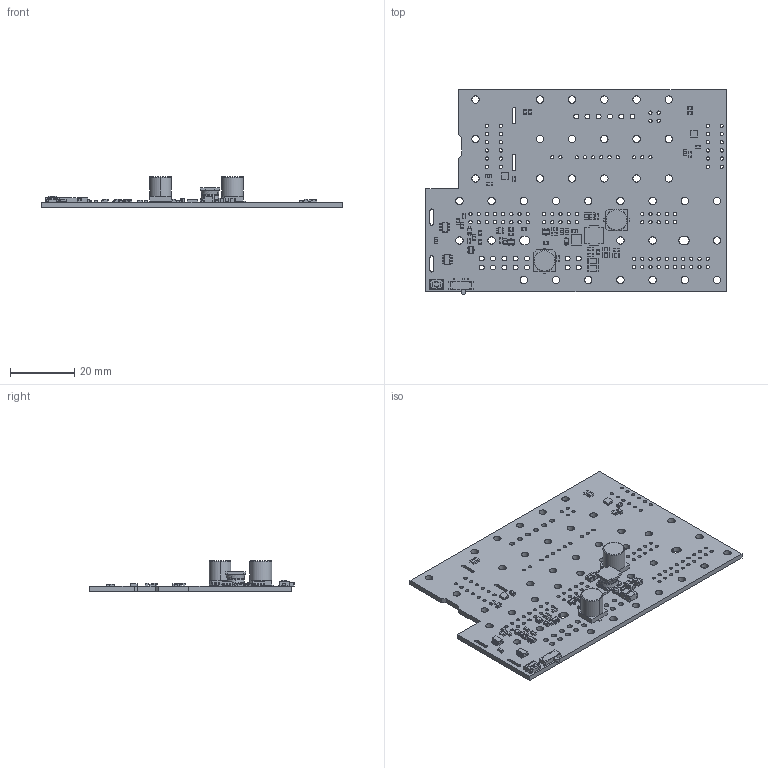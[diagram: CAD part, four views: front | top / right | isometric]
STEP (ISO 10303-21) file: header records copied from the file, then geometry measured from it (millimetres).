
FILE_DESCRIPTION (( 'STEP AP214' ), '1' );
FILE_NAME ('rom02a01.step', '2016-09-27T18:45:44', ( '' ), ( '' ), 'SwSTEP 2.0', 'SolidWorks 2016', '' );
FILE_SCHEMA (( 'AUTOMOTIVE_DESIGN' ));
Length unit declared in the file: millimetre
Products named in the file (1): rom02a01
Bounding box: 93.22 x 63.63 x 9.57 mm (x, y, z)
Volume: 9069.4 mm3; surface area: 13269.8 mm2
Topology: 1 solids, 1 shells, 2195 faces, 6119 edges, 3985 vertices
Faces by surface type: plane 1403, cylinder 601, bspline 169, torus 14, cone 4, sphere 4
Entity records: 100797 total; most frequent: CARTESIAN_POINT 19990, ORIENTED_EDGE 12238, DIRECTION 10848, EDGE_CURVE 6119, LINE 4418, VECTOR 4418, VERTEX_POINT 3985, AXIS2_PLACEMENT_3D 3215
